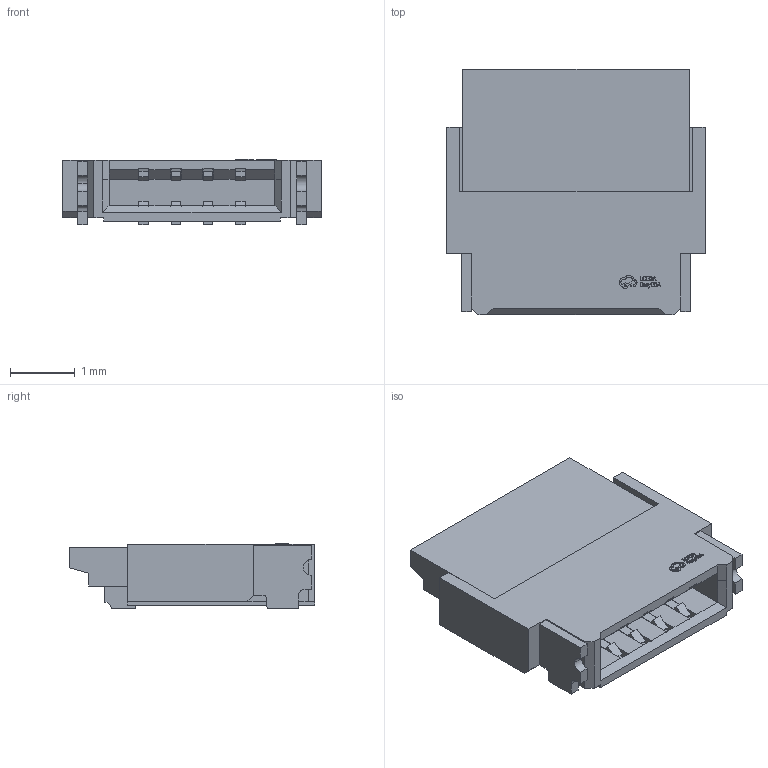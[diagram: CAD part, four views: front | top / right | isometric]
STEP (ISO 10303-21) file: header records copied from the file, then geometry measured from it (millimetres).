
FILE_DESCRIPTION (( 'STEP AP214' ), '1' );
FILE_NAME ('FPC-SMD_4P-P0.50_C9900013912.step', '2022-07-06T10:55:03', ( '' ), ( '' ), 'SwSTEP 2.0', 'SolidWorks 2020', '' );
FILE_SCHEMA (( 'AUTOMOTIVE_DESIGN' ));
Length unit declared in the file: millimetre
Products named in the file (1): FPC-SMD_4P-P0.50_C9900013912
Bounding box: 4 x 3.8 x 1.01 mm (x, y, z)
Volume: 9.5 mm3; surface area: 68.3 mm2
Topology: 1 solids, 1 shells, 484 faces, 1334 edges, 878 vertices
Faces by surface type: plane 359, bspline 112, cylinder 13
Entity records: 21099 total; most frequent: CARTESIAN_POINT 4801, ORIENTED_EDGE 2668, DIRECTION 1882, EDGE_CURVE 1334, LINE 1076, VECTOR 1076, VERTEX_POINT 878, EDGE_LOOP 510
